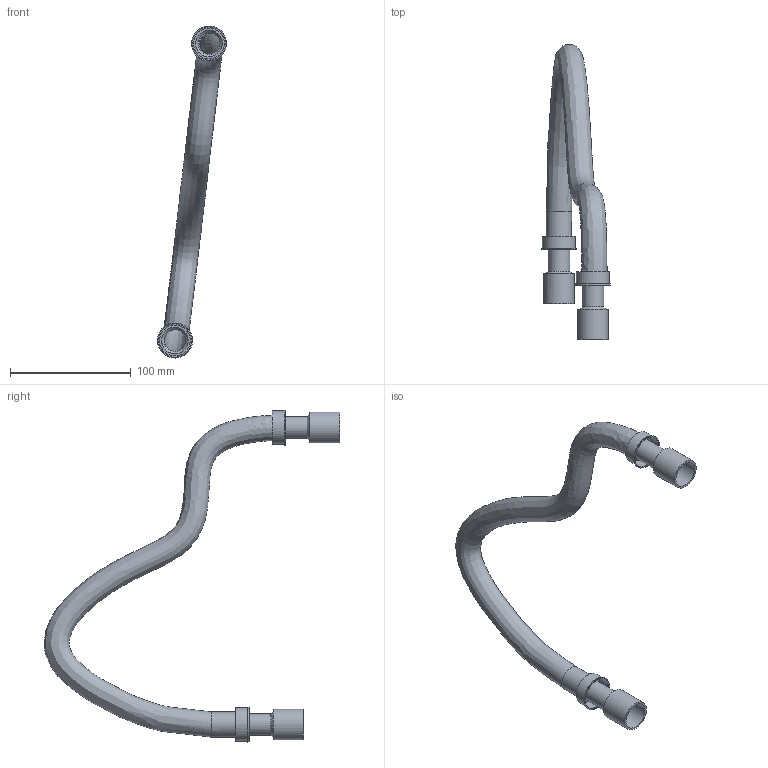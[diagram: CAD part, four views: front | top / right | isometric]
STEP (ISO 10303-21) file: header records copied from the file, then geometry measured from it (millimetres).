
FILE_DESCRIPTION(/* description */ (''),/* implementation_level */ '2;1');
FILE_NAME(/* name */ 'Heated Tube (short version).stp',/* time_stamp */ '2020-08-23T23:43:57-04:00',/* author */ ('Bruno'),/* organization */ (''),/* preprocessor_version */ 'ST-DEVELOPER v18.1',/* originating_system */ 'Autodesk Inventor 2020',/* authorisation */ '');
FILE_SCHEMA (('CONFIG_CONTROL_DESIGN'));
Length unit declared in the file: millimetre
Products named in the file (1): Heated Tube short
Bounding box: 57.14 x 244.7 x 274.99 mm (x, y, z)
Volume: 67721.7 mm3; surface area: 73654.8 mm2
Topology: 3 solids, 3 shells, 28 faces, 70 edges, 52 vertices
Faces by surface type: cylinder 12, plane 10, cone 4, bspline 2
Full cylindrical faces by diameter (mm): 18 x3, 21 x1, 22 x2, 25.5 x2, 27.5 x2, 29 x2
Entity records: 2487 total; most frequent: CARTESIAN_POINT 1642, DIRECTION 172, ORIENTED_EDGE 140, AXIS2_PLACEMENT_3D 78, EDGE_CURVE 70, VERTEX_POINT 52, CIRCLE 51, EDGE_LOOP 38
